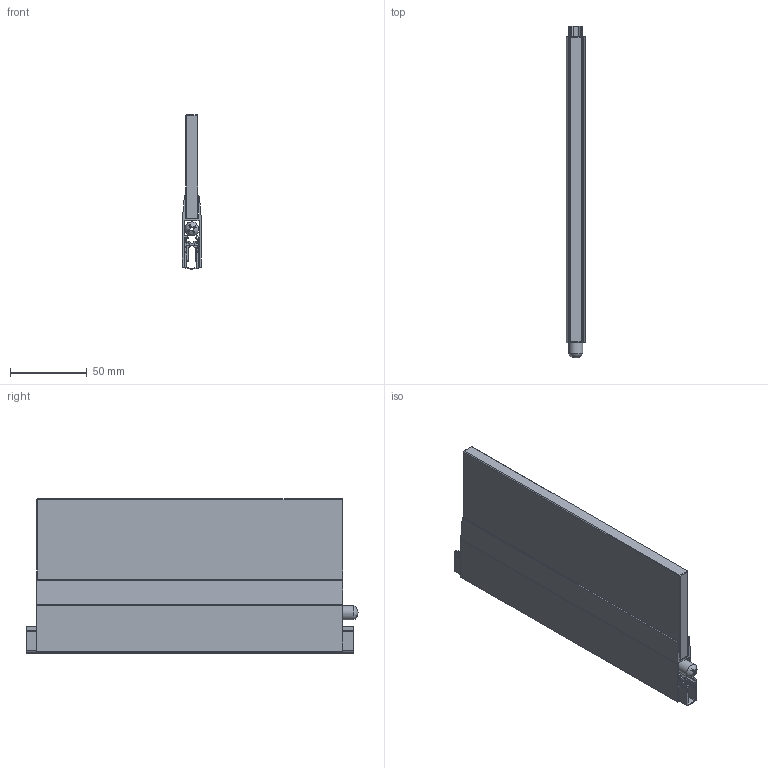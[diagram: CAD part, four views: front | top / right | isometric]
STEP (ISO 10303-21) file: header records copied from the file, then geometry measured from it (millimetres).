
FILE_DESCRIPTION(/* description */ ('Unknown'),/* implementation_level */ '2;1');
FILE_NAME(/* name */ '1-415_SchallEx-GSH8_3D',/* time_stamp */ '2021-06-03T11:51:58+02:00',/* author */ ('Unknown'),/* organization */ ('Unknown'),/* preprocessor_version */ 'ST-DEVELOPER v16.7',/* originating_system */ 'Solid Edge',/* authorisation */ 'Unknown');
FILE_SCHEMA (('AUTOMOTIVE_DESIGN {1 0 10303 214 3 1 1}'));
Length unit declared in the file: millimetre
Products named in the file (11): 33364_Bodendichtung___8mm_Glas; AP_398_oa_0; AP_391; AN_102_oa_1; AJ_149; 27508_Dichtprofil; 33366_Etikett_3D__Schall-Ex_GS-H8; 26541_Etikett_Athmer_klein_kurz; 31110_Athmer_Logo__ab_2021_; 33367_Text__Schall-Ex_GS-H8; 29599_Glaswand_8mm_oa_2
Assembly tree (10 placements, depth 3):
  33364_Bodendichtung___8mm_Glas
    AP_398_oa_0
    AP_391
    AN_102_oa_1
      AJ_149
    27508_Dichtprofil
    33366_Etikett_3D__Schall-Ex_GS-H8
      26541_Etikett_Athmer_klein_kurz
      31110_Athmer_Logo__ab_2021_
      33367_Text__Schall-Ex_GS-H8
    29599_Glaswand_8mm_oa_2
Bounding box: 12.8 x 216.87 x 100.8 mm (x, y, z)
Volume: 156481.1 mm3; surface area: 113910.8 mm2
Topology: 25 solids, 25 shells, 515 faces, 1351 edges, 894 vertices
Faces by surface type: plane 364, cylinder 84, bspline 65, sphere 1, cone 1
Full cylindrical faces by diameter (mm): 4.134 x1, 9.2 x1
Entity records: 18292 total; most frequent: CARTESIAN_POINT 5824, ORIENTED_EDGE 2678, DIRECTION 2155, EDGE_CURVE 1339, VERTEX_POINT 890, LINE 873, VECTOR 873, AXIS2_PLACEMENT_3D 641
